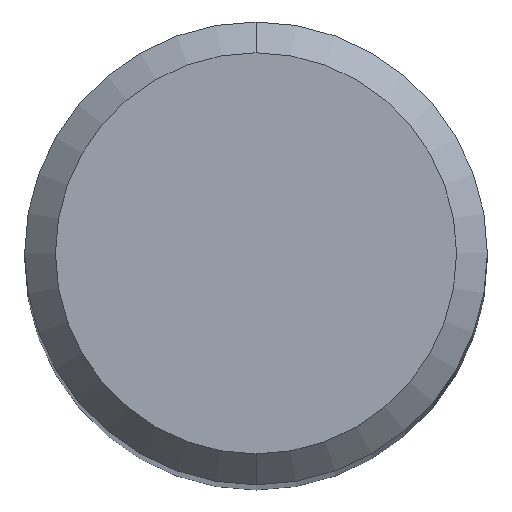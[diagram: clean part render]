
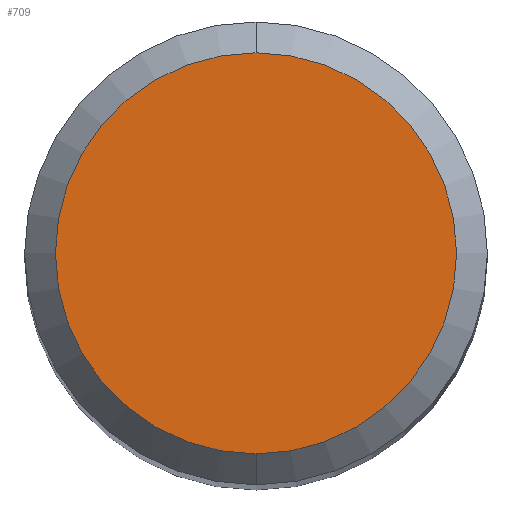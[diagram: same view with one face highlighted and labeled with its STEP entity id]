
A CAD part, top view. The second image highlights one B-rep face of the part: STEP entity #709.
In plain terms, the highlighted planar face has unit normal (0, 0, 1).
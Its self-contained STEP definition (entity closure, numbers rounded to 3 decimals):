
#579=VERTEX_POINT('',#1452);
#709=ADVANCED_FACE('',(#1594),#1595,.T.);
#729=VERTEX_POINT('',#1616);
#957=EDGE_CURVE('',#729,#579,#1862,.T.);
#1097=EDGE_CURVE('',#579,#729,#2014,.T.);
#1452=CARTESIAN_POINT('',(0.,-2.6,0.0));
#1594=FACE_OUTER_BOUND('',#3750,.T.);
#1595=PLANE('',#3751);
#1616=CARTESIAN_POINT('',(0.0,2.6,0.0));
#1862=CIRCLE('',#5797,2.6);
#2014=CIRCLE('',#7073,2.6);
#3750=EDGE_LOOP('',(#8349,#8350));
#3751=AXIS2_PLACEMENT_3D('',#8351,#8352,#8353);
#5797=AXIS2_PLACEMENT_3D('',#8616,#8617,#8618);
#7073=AXIS2_PLACEMENT_3D('',#8748,#8749,#8750);
#8349=ORIENTED_EDGE('',*,*,#957,.F.);
#8350=ORIENTED_EDGE('',*,*,#1097,.F.);
#8351=CARTESIAN_POINT('',(0.0,1.3,0.0));
#8352=DIRECTION('',(-0.0,0.0,1.0));
#8353=DIRECTION('',(0.0,-1.0,0.0));
#8616=CARTESIAN_POINT('',(0.0,0.0,0.0));
#8617=DIRECTION('',(0.0,0.0,-1.0));
#8618=DIRECTION('',(0.0,1.0,0.0));
#8748=CARTESIAN_POINT('',(0.0,0.0,0.0));
#8749=DIRECTION('',(0.0,0.0,-1.0));
#8750=DIRECTION('',(0.0,1.0,0.0));
